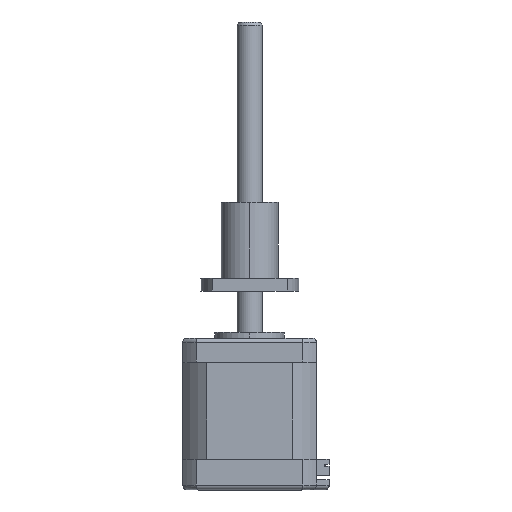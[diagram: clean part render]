
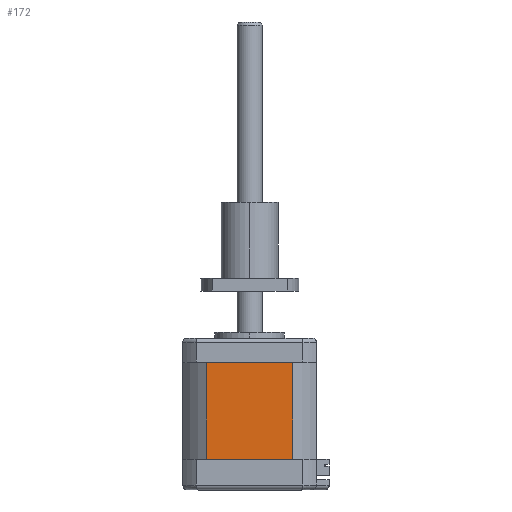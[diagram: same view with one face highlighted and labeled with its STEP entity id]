
A CAD part, top view. The second image highlights one B-rep face of the part: STEP entity #172.
In plain terms, the highlighted planar face has unit normal (0, 0, 1).
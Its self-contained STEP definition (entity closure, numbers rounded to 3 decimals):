
#172 = ADVANCED_FACE ( 'NONE', ( #8974 ), #6962, .F. ) ;
#316 = EDGE_LOOP ( 'NONE', ( #4845, #4010, #7042, #5474 ) ) ;
#351 = CARTESIAN_POINT ( 'NONE',  ( 8.885, 14.443, 37.738 ) ) ;
#710 = VERTEX_POINT ( 'NONE', #4173 ) ;
#762 = DIRECTION ( 'NONE',  ( 0., 0., -1. ) ) ;
#957 = VECTOR ( 'NONE', #1410, 1000. ) ;
#1410 = DIRECTION ( 'NONE',  ( -1., 0., 0. ) ) ;
#1509 = DIRECTION ( 'NONE',  ( 0., 1., 0. ) ) ;
#2035 = EDGE_CURVE ( 'NONE', #7785, #9393, #8092, .T. ) ;
#2321 = CARTESIAN_POINT ( 'NONE',  ( 8.885, -16.057, 37.738 ) ) ;
#3014 = CARTESIAN_POINT ( 'NONE',  ( 8.885, -16.057, 37.738 ) ) ;
#3346 = CARTESIAN_POINT ( 'NONE',  ( -18.303, -16.057, 37.738 ) ) ;
#3823 = LINE ( 'NONE', #3346, #8183 ) ;
#4001 = LINE ( 'NONE', #351, #7400 ) ;
#4010 = ORIENTED_EDGE ( 'NONE', *, *, #4238, .F. ) ;
#4173 = CARTESIAN_POINT ( 'NONE',  ( -18.303, 14.443, 37.738 ) ) ;
#4238 = EDGE_CURVE ( 'NONE', #8969, #710, #3823, .T. ) ;
#4845 = ORIENTED_EDGE ( 'NONE', *, *, #7133, .T. ) ;
#5474 = ORIENTED_EDGE ( 'NONE', *, *, #2035, .T. ) ;
#5573 = AXIS2_PLACEMENT_3D ( 'NONE', #2321, #762, #6206 ) ;
#5859 = CARTESIAN_POINT ( 'NONE',  ( -18.303, -16.057, 37.738 ) ) ;
#6206 = DIRECTION ( 'NONE',  ( 1., 0., 0. ) ) ;
#6962 = PLANE ( 'NONE',  #5573 ) ;
#7042 = ORIENTED_EDGE ( 'NONE', *, *, #7391, .F. ) ;
#7133 = EDGE_CURVE ( 'NONE', #9393, #710, #4001, .T. ) ;
#7145 = DIRECTION ( 'NONE',  ( 0., 1., 0. ) ) ;
#7250 = VECTOR ( 'NONE', #1509, 1000. ) ;
#7391 = EDGE_CURVE ( 'NONE', #7785, #8969, #9579, .T. ) ;
#7400 = VECTOR ( 'NONE', #8781, 1000. ) ;
#7444 = CARTESIAN_POINT ( 'NONE',  ( 8.885, 14.443, 37.738 ) ) ;
#7515 = CARTESIAN_POINT ( 'NONE',  ( 8.885, -16.057, 37.738 ) ) ;
#7785 = VERTEX_POINT ( 'NONE', #7515 ) ;
#8092 = LINE ( 'NONE', #9240, #7250 ) ;
#8183 = VECTOR ( 'NONE', #7145, 1000. ) ;
#8781 = DIRECTION ( 'NONE',  ( -1., 0., 0. ) ) ;
#8969 = VERTEX_POINT ( 'NONE', #5859 ) ;
#8974 = FACE_OUTER_BOUND ( 'NONE', #316, .T. ) ;
#9240 = CARTESIAN_POINT ( 'NONE',  ( 8.885, -16.057, 37.738 ) ) ;
#9393 = VERTEX_POINT ( 'NONE', #7444 ) ;
#9579 = LINE ( 'NONE', #3014, #957 ) ;
